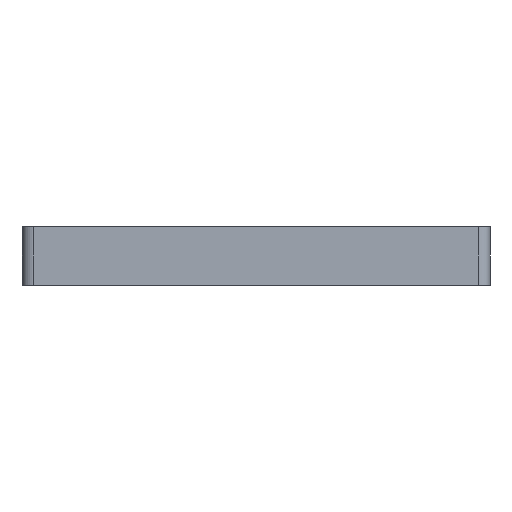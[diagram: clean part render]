
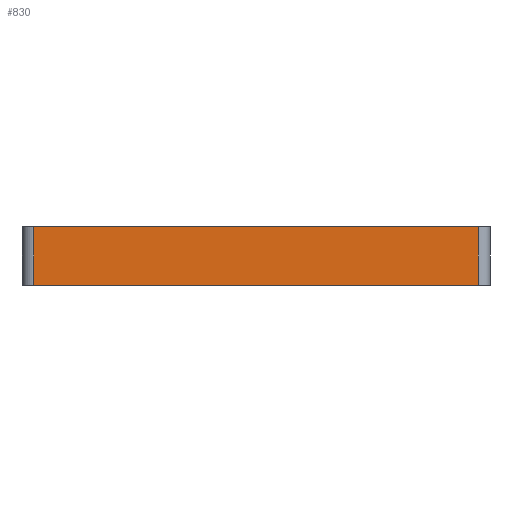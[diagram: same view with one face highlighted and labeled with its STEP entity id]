
A CAD part, left-side view. The second image highlights one B-rep face of the part: STEP entity #830.
In plain terms, the highlighted planar face has unit normal (-1, 0, 0).
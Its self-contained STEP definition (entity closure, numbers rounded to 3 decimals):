
#185 = VECTOR ( 'NONE', #1279, 1000. ) ;
#193 = CARTESIAN_POINT ( 'NONE',  ( -125., -19., 0. ) ) ;
#204 = LINE ( 'NONE', #611, #334 ) ;
#220 = CARTESIAN_POINT ( 'NONE',  ( -125., 20., 5. ) ) ;
#221 = ORIENTED_EDGE ( 'NONE', *, *, #1044, .T. ) ;
#226 = DIRECTION ( 'NONE',  ( 0., 0., -1. ) ) ;
#273 = EDGE_CURVE ( 'NONE', #1090, #656, #1268, .T. ) ;
#303 = DIRECTION ( 'NONE',  ( 0., -1., 0. ) ) ;
#334 = VECTOR ( 'NONE', #303, 1000. ) ;
#363 = ORIENTED_EDGE ( 'NONE', *, *, #1202, .F. ) ;
#418 = EDGE_LOOP ( 'NONE', ( #221, #1294, #363, #837 ) ) ;
#420 = AXIS2_PLACEMENT_3D ( 'NONE', #220, #821, #226 ) ;
#447 = VECTOR ( 'NONE', #681, 1000. ) ;
#502 = LINE ( 'NONE', #1006, #610 ) ;
#554 = EDGE_CURVE ( 'NONE', #896, #968, #502, .T. ) ;
#610 = VECTOR ( 'NONE', #995, 1000. ) ;
#611 = CARTESIAN_POINT ( 'NONE',  ( -125., 20., 5. ) ) ;
#656 = VERTEX_POINT ( 'NONE', #1287 ) ;
#681 = DIRECTION ( 'NONE',  ( 0., 0., 1. ) ) ;
#760 = CARTESIAN_POINT ( 'NONE',  ( -125., 19., 0. ) ) ;
#779 = CARTESIAN_POINT ( 'NONE',  ( -125., -19., 5. ) ) ;
#815 = FACE_OUTER_BOUND ( 'NONE', #418, .T. ) ;
#821 = DIRECTION ( 'NONE',  ( 1., 0., 0. ) ) ;
#830 = ADVANCED_FACE ( 'NONE', ( #815 ), #1312, .F. ) ;
#837 = ORIENTED_EDGE ( 'NONE', *, *, #554, .T. ) ;
#896 = VERTEX_POINT ( 'NONE', #1045 ) ;
#968 = VERTEX_POINT ( 'NONE', #760 ) ;
#974 = CARTESIAN_POINT ( 'NONE',  ( -125., 20., 0. ) ) ;
#995 = DIRECTION ( 'NONE',  ( 0., 0., -1. ) ) ;
#1006 = CARTESIAN_POINT ( 'NONE',  ( -125., 19., 5. ) ) ;
#1044 = EDGE_CURVE ( 'NONE', #968, #1090, #1095, .T. ) ;
#1045 = CARTESIAN_POINT ( 'NONE',  ( -125., 19., 5. ) ) ;
#1090 = VERTEX_POINT ( 'NONE', #193 ) ;
#1095 = LINE ( 'NONE', #974, #185 ) ;
#1202 = EDGE_CURVE ( 'NONE', #896, #656, #204, .T. ) ;
#1268 = LINE ( 'NONE', #779, #447 ) ;
#1279 = DIRECTION ( 'NONE',  ( 0., -1., 0. ) ) ;
#1287 = CARTESIAN_POINT ( 'NONE',  ( -125., -19., 5. ) ) ;
#1294 = ORIENTED_EDGE ( 'NONE', *, *, #273, .T. ) ;
#1312 = PLANE ( 'NONE',  #420 ) ;
